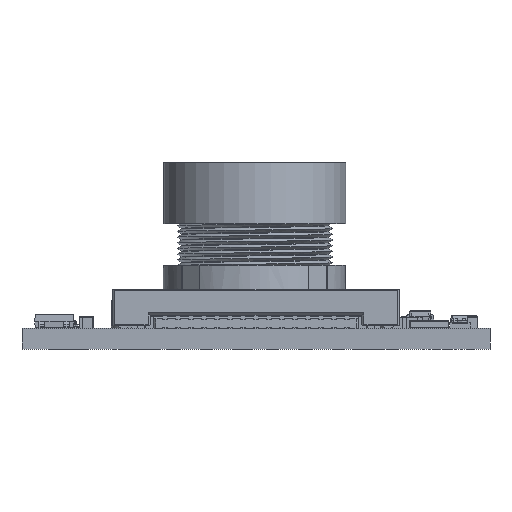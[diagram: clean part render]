
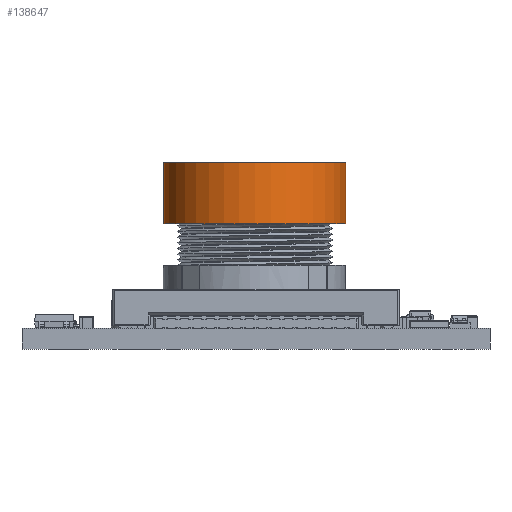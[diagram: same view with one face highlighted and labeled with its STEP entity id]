
A CAD part, front view. The second image highlights one B-rep face of the part: STEP entity #138647.
In plain terms, the highlighted cylindrical face has radius 7 mm (diameter 14 mm), a partial arc.
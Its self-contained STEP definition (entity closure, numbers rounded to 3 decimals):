
#138499 = PLANE('',#138500);
#138500 = AXIS2_PLACEMENT_3D('',#138501,#138502,#138503);
#138501 = CARTESIAN_POINT('',(-3.19,-25.472,
    13.895));
#138502 = DIRECTION('',(0.,0.,1.));
#138503 = DIRECTION('',(0.,-1.,0.));
#138647 = ADVANCED_FACE('',(#138648),#138663,.T.);
#138648 = FACE_BOUND('',#138649,.T.);
#138649 = EDGE_LOOP('',(#138650,#138708,#138734,#138784));
#138650 = ORIENTED_EDGE('',*,*,#138651,.T.);
#138651 = EDGE_CURVE('',#138652,#138654,#138656,.T.);
#138652 = VERTEX_POINT('',#138653);
#138653 = CARTESIAN_POINT('',(3.81,-25.472,
    9.195));
#138654 = VERTEX_POINT('',#138655);
#138655 = CARTESIAN_POINT('',(-10.19,-25.472,
    9.195));
#138656 = SURFACE_CURVE('',#138657,(#138662,#138696),.PCURVE_S1.);
#138657 = CIRCLE('',#138658,7.);
#138658 = AXIS2_PLACEMENT_3D('',#138659,#138660,#138661);
#138659 = CARTESIAN_POINT('',(-3.19,-25.472,
    9.195));
#138660 = DIRECTION('',(0.,0.,1.));
#138661 = DIRECTION('',(1.,0.,0.));
#138662 = PCURVE('',#138663,#138668);
#138663 = CYLINDRICAL_SURFACE('',#138664,7.);
#138664 = AXIS2_PLACEMENT_3D('',#138665,#138666,#138667);
#138665 = CARTESIAN_POINT('',(-3.19,-25.472,
    9.195));
#138666 = DIRECTION('',(0.,0.,1.));
#138667 = DIRECTION('',(1.,0.,0.));
#138668 = DEFINITIONAL_REPRESENTATION('',(#138669),#138695);
#138669 = B_SPLINE_CURVE_WITH_KNOTS('',3,(#138670,#138671,#138672,
    #138673,#138674,#138675,#138676,#138677,#138678,#138679,#138680,
    #138681,#138682,#138683,#138684,#138685,#138686,#138687,#138688,
    #138689,#138690,#138691,#138692,#138693,#138694),.UNSPECIFIED.,.F.,
  .F.,(4,1,1,1,1,1,1,1,1,1,1,1,1,1,1,1,1,1,1,1,1,1,4),(0.,
    0.143,0.286,0.428,0.571,
    0.714,0.857,1.,1.142,
    1.285,1.428,1.571,1.714,
    1.856,1.999,2.142,2.285,
    2.428,2.57,2.713,2.856,
    2.999,3.142),.QUASI_UNIFORM_KNOTS.);
#138670 = CARTESIAN_POINT('',(0.,0.));
#138671 = CARTESIAN_POINT('',(0.048,0.));
#138672 = CARTESIAN_POINT('',(0.143,0.));
#138673 = CARTESIAN_POINT('',(0.286,0.));
#138674 = CARTESIAN_POINT('',(0.428,0.));
#138675 = CARTESIAN_POINT('',(0.571,0.));
#138676 = CARTESIAN_POINT('',(0.714,0.));
#138677 = CARTESIAN_POINT('',(0.857,0.));
#138678 = CARTESIAN_POINT('',(1.,0.));
#138679 = CARTESIAN_POINT('',(1.142,0.));
#138680 = CARTESIAN_POINT('',(1.285,0.));
#138681 = CARTESIAN_POINT('',(1.428,0.));
#138682 = CARTESIAN_POINT('',(1.571,0.));
#138683 = CARTESIAN_POINT('',(1.714,0.));
#138684 = CARTESIAN_POINT('',(1.856,0.));
#138685 = CARTESIAN_POINT('',(1.999,0.));
#138686 = CARTESIAN_POINT('',(2.142,0.));
#138687 = CARTESIAN_POINT('',(2.285,0.));
#138688 = CARTESIAN_POINT('',(2.428,0.));
#138689 = CARTESIAN_POINT('',(2.57,0.));
#138690 = CARTESIAN_POINT('',(2.713,0.));
#138691 = CARTESIAN_POINT('',(2.856,0.));
#138692 = CARTESIAN_POINT('',(2.999,0.));
#138693 = CARTESIAN_POINT('',(3.094,0.));
#138694 = CARTESIAN_POINT('',(3.142,0.));
#138695 = ( GEOMETRIC_REPRESENTATION_CONTEXT(2) 
PARAMETRIC_REPRESENTATION_CONTEXT() REPRESENTATION_CONTEXT('2D SPACE',''
  ) );
#138696 = PCURVE('',#138697,#138702);
#138697 = PLANE('',#138698);
#138698 = AXIS2_PLACEMENT_3D('',#138699,#138700,#138701);
#138699 = CARTESIAN_POINT('',(-3.19,-25.472,
    9.195));
#138700 = DIRECTION('',(0.,0.,1.));
#138701 = DIRECTION('',(0.,-1.,0.));
#138702 = DEFINITIONAL_REPRESENTATION('',(#138703),#138707);
#138703 = CIRCLE('',#138704,7.);
#138704 = AXIS2_PLACEMENT_2D('',#138705,#138706);
#138705 = CARTESIAN_POINT('',(0.,0.));
#138706 = DIRECTION('',(0.,1.));
#138707 = ( GEOMETRIC_REPRESENTATION_CONTEXT(2) 
PARAMETRIC_REPRESENTATION_CONTEXT() REPRESENTATION_CONTEXT('2D SPACE',''
  ) );
#138708 = ORIENTED_EDGE('',*,*,#138709,.T.);
#138709 = EDGE_CURVE('',#138654,#138710,#138712,.T.);
#138710 = VERTEX_POINT('',#138711);
#138711 = CARTESIAN_POINT('',(-10.19,-25.472,
    13.895));
#138712 = SURFACE_CURVE('',#138713,(#138717,#138723),.PCURVE_S1.);
#138713 = LINE('',#138714,#138715);
#138714 = CARTESIAN_POINT('',(-10.19,-25.472,
    9.195));
#138715 = VECTOR('',#138716,1.);
#138716 = DIRECTION('',(0.,0.,1.));
#138717 = PCURVE('',#138663,#138718);
#138718 = DEFINITIONAL_REPRESENTATION('',(#138719),#138722);
#138719 = B_SPLINE_CURVE_WITH_KNOTS('',1,(#138720,#138721),
  .UNSPECIFIED.,.F.,.F.,(2,2),(0.,4.7),.PIECEWISE_BEZIER_KNOTS.);
#138720 = CARTESIAN_POINT('',(3.142,0.));
#138721 = CARTESIAN_POINT('',(3.142,4.7));
#138722 = ( GEOMETRIC_REPRESENTATION_CONTEXT(2) 
PARAMETRIC_REPRESENTATION_CONTEXT() REPRESENTATION_CONTEXT('2D SPACE',''
  ) );
#138723 = PCURVE('',#138724,#138729);
#138724 = CYLINDRICAL_SURFACE('',#138725,7.);
#138725 = AXIS2_PLACEMENT_3D('',#138726,#138727,#138728);
#138726 = CARTESIAN_POINT('',(-3.19,-25.472,
    9.195));
#138727 = DIRECTION('',(0.,0.,1.));
#138728 = DIRECTION('',(1.,0.,0.));
#138729 = DEFINITIONAL_REPRESENTATION('',(#138730),#138733);
#138730 = B_SPLINE_CURVE_WITH_KNOTS('',1,(#138731,#138732),
  .UNSPECIFIED.,.F.,.F.,(2,2),(0.,4.7),.PIECEWISE_BEZIER_KNOTS.);
#138731 = CARTESIAN_POINT('',(3.142,0.));
#138732 = CARTESIAN_POINT('',(3.142,4.7));
#138733 = ( GEOMETRIC_REPRESENTATION_CONTEXT(2) 
PARAMETRIC_REPRESENTATION_CONTEXT() REPRESENTATION_CONTEXT('2D SPACE',''
  ) );
#138734 = ORIENTED_EDGE('',*,*,#138735,.T.);
#138735 = EDGE_CURVE('',#138710,#138736,#138738,.T.);
#138736 = VERTEX_POINT('',#138737);
#138737 = CARTESIAN_POINT('',(3.81,-25.472,
    13.895));
#138738 = SURFACE_CURVE('',#138739,(#138744,#138773),.PCURVE_S1.);
#138739 = CIRCLE('',#138740,7.);
#138740 = AXIS2_PLACEMENT_3D('',#138741,#138742,#138743);
#138741 = CARTESIAN_POINT('',(-3.19,-25.472,
    13.895));
#138742 = DIRECTION('',(0.,0.,-1.));
#138743 = DIRECTION('',(1.,0.,0.));
#138744 = PCURVE('',#138663,#138745);
#138745 = DEFINITIONAL_REPRESENTATION('',(#138746),#138772);
#138746 = B_SPLINE_CURVE_WITH_KNOTS('',3,(#138747,#138748,#138749,
    #138750,#138751,#138752,#138753,#138754,#138755,#138756,#138757,
    #138758,#138759,#138760,#138761,#138762,#138763,#138764,#138765,
    #138766,#138767,#138768,#138769,#138770,#138771),.UNSPECIFIED.,.F.,
  .F.,(4,1,1,1,1,1,1,1,1,1,1,1,1,1,1,1,1,1,1,1,1,1,4),(3.142,
    3.284,3.427,3.57,3.713,
    3.856,3.998,4.141,4.284,
    4.427,4.57,4.712,4.855,
    4.998,5.141,5.284,5.426,
    5.569,5.712,5.855,5.998,
    6.14,6.283),.QUASI_UNIFORM_KNOTS.);
#138747 = CARTESIAN_POINT('',(3.142,4.7));
#138748 = CARTESIAN_POINT('',(3.094,4.7));
#138749 = CARTESIAN_POINT('',(2.999,4.7));
#138750 = CARTESIAN_POINT('',(2.856,4.7));
#138751 = CARTESIAN_POINT('',(2.713,4.7));
#138752 = CARTESIAN_POINT('',(2.57,4.7));
#138753 = CARTESIAN_POINT('',(2.428,4.7));
#138754 = CARTESIAN_POINT('',(2.285,4.7));
#138755 = CARTESIAN_POINT('',(2.142,4.7));
#138756 = CARTESIAN_POINT('',(1.999,4.7));
#138757 = CARTESIAN_POINT('',(1.856,4.7));
#138758 = CARTESIAN_POINT('',(1.714,4.7));
#138759 = CARTESIAN_POINT('',(1.571,4.7));
#138760 = CARTESIAN_POINT('',(1.428,4.7));
#138761 = CARTESIAN_POINT('',(1.285,4.7));
#138762 = CARTESIAN_POINT('',(1.142,4.7));
#138763 = CARTESIAN_POINT('',(1.,4.7));
#138764 = CARTESIAN_POINT('',(0.857,4.7));
#138765 = CARTESIAN_POINT('',(0.714,4.7));
#138766 = CARTESIAN_POINT('',(0.571,4.7));
#138767 = CARTESIAN_POINT('',(0.428,4.7));
#138768 = CARTESIAN_POINT('',(0.286,4.7));
#138769 = CARTESIAN_POINT('',(0.143,4.7));
#138770 = CARTESIAN_POINT('',(0.048,4.7));
#138771 = CARTESIAN_POINT('',(0.,4.7));
#138772 = ( GEOMETRIC_REPRESENTATION_CONTEXT(2) 
PARAMETRIC_REPRESENTATION_CONTEXT() REPRESENTATION_CONTEXT('2D SPACE',''
  ) );
#138773 = PCURVE('',#138499,#138774);
#138774 = DEFINITIONAL_REPRESENTATION('',(#138775),#138783);
#138775 = ( BOUNDED_CURVE() B_SPLINE_CURVE(2,(#138776,#138777,#138778,
    #138779,#138780,#138781,#138782),.UNSPECIFIED.,.F.,.F.) 
B_SPLINE_CURVE_WITH_KNOTS((1,2,2,2,2,1),(-2.094,0.,
    2.094,4.189,6.283,8.378),
.UNSPECIFIED.) CURVE() GEOMETRIC_REPRESENTATION_ITEM() 
RATIONAL_B_SPLINE_CURVE((1.,0.5,1.,0.5,1.,0.5,1.)) REPRESENTATION_ITEM(
  '') );
#138776 = CARTESIAN_POINT('',(0.,7.));
#138777 = CARTESIAN_POINT('',(12.124,7.));
#138778 = CARTESIAN_POINT('',(6.062,-3.5));
#138779 = CARTESIAN_POINT('',(0.,-14.));
#138780 = CARTESIAN_POINT('',(-6.062,-3.5));
#138781 = CARTESIAN_POINT('',(-12.124,7.));
#138782 = CARTESIAN_POINT('',(0.,7.));
#138783 = ( GEOMETRIC_REPRESENTATION_CONTEXT(2) 
PARAMETRIC_REPRESENTATION_CONTEXT() REPRESENTATION_CONTEXT('2D SPACE',''
  ) );
#138784 = ORIENTED_EDGE('',*,*,#138785,.F.);
#138785 = EDGE_CURVE('',#138652,#138736,#138786,.T.);
#138786 = SURFACE_CURVE('',#138787,(#138791,#138797),.PCURVE_S1.);
#138787 = LINE('',#138788,#138789);
#138788 = CARTESIAN_POINT('',(3.81,-25.472,
    9.195));
#138789 = VECTOR('',#138790,1.);
#138790 = DIRECTION('',(0.,0.,1.));
#138791 = PCURVE('',#138663,#138792);
#138792 = DEFINITIONAL_REPRESENTATION('',(#138793),#138796);
#138793 = B_SPLINE_CURVE_WITH_KNOTS('',1,(#138794,#138795),
  .UNSPECIFIED.,.F.,.F.,(2,2),(0.,4.7),.PIECEWISE_BEZIER_KNOTS.);
#138794 = CARTESIAN_POINT('',(0.,0.));
#138795 = CARTESIAN_POINT('',(0.,4.7));
#138796 = ( GEOMETRIC_REPRESENTATION_CONTEXT(2) 
PARAMETRIC_REPRESENTATION_CONTEXT() REPRESENTATION_CONTEXT('2D SPACE',''
  ) );
#138797 = PCURVE('',#138724,#138798);
#138798 = DEFINITIONAL_REPRESENTATION('',(#138799),#138802);
#138799 = B_SPLINE_CURVE_WITH_KNOTS('',1,(#138800,#138801),
  .UNSPECIFIED.,.F.,.F.,(2,2),(0.,4.7),.PIECEWISE_BEZIER_KNOTS.);
#138800 = CARTESIAN_POINT('',(6.283,0.));
#138801 = CARTESIAN_POINT('',(6.283,4.7));
#138802 = ( GEOMETRIC_REPRESENTATION_CONTEXT(2) 
PARAMETRIC_REPRESENTATION_CONTEXT() REPRESENTATION_CONTEXT('2D SPACE',''
  ) );
